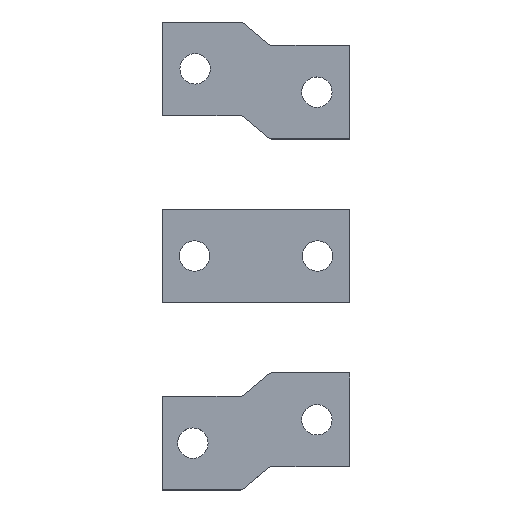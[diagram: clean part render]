
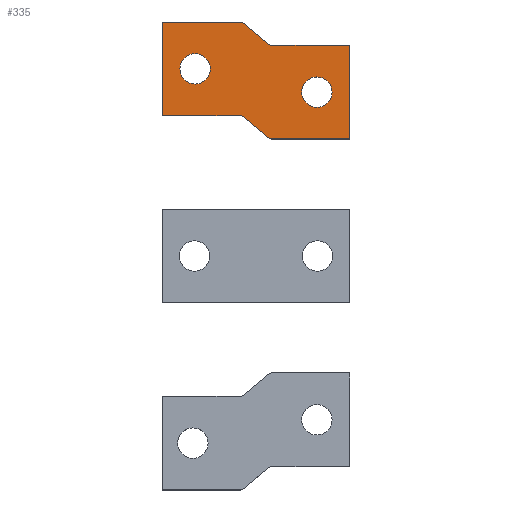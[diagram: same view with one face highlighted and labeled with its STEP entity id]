
A CAD part, top view. The second image highlights one B-rep face of the part: STEP entity #335.
In plain terms, the highlighted planar face has unit normal (0, 0, 1).
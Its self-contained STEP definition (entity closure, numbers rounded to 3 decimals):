
#335=ADVANCED_FACE('',(#531,#532,#533),#369,.F.);
#369=PLANE('',#1028);
#413=LINE('',#1355,#481);
#414=LINE('',#1360,#482);
#415=LINE('',#1362,#483);
#416=LINE('',#1364,#484);
#417=LINE('',#1368,#485);
#418=LINE('',#1372,#486);
#419=LINE('',#1374,#487);
#420=LINE('',#1376,#488);
#481=VECTOR('',#1150,1.);
#482=VECTOR('',#1153,1.);
#483=VECTOR('',#1154,1.);
#484=VECTOR('',#1155,1.);
#485=VECTOR('',#1158,1.);
#486=VECTOR('',#1161,1.);
#487=VECTOR('',#1162,1.);
#488=VECTOR('',#1163,1.);
#531=FACE_BOUND('',#573,.T.);
#532=FACE_BOUND('',#574,.T.);
#533=FACE_BOUND('',#575,.T.);
#573=EDGE_LOOP('',(#689));
#574=EDGE_LOOP('',(#690,#691,#692,#693,#694,#695,#696,#697,#698,#699,#700,
#701));
#575=EDGE_LOOP('',(#702));
#689=ORIENTED_EDGE('',*,*,#909,.F.);
#690=ORIENTED_EDGE('',*,*,#910,.T.);
#691=ORIENTED_EDGE('',*,*,#911,.T.);
#692=ORIENTED_EDGE('',*,*,#912,.T.);
#693=ORIENTED_EDGE('',*,*,#913,.T.);
#694=ORIENTED_EDGE('',*,*,#914,.T.);
#695=ORIENTED_EDGE('',*,*,#915,.T.);
#696=ORIENTED_EDGE('',*,*,#916,.T.);
#697=ORIENTED_EDGE('',*,*,#917,.T.);
#698=ORIENTED_EDGE('',*,*,#918,.T.);
#699=ORIENTED_EDGE('',*,*,#919,.T.);
#700=ORIENTED_EDGE('',*,*,#920,.T.);
#701=ORIENTED_EDGE('',*,*,#921,.T.);
#702=ORIENTED_EDGE('',*,*,#922,.F.);
#829=VERTEX_POINT('',#1354);
#830=VERTEX_POINT('',#1356);
#831=VERTEX_POINT('',#1357);
#832=VERTEX_POINT('',#1359);
#833=VERTEX_POINT('',#1361);
#834=VERTEX_POINT('',#1363);
#835=VERTEX_POINT('',#1365);
#836=VERTEX_POINT('',#1367);
#837=VERTEX_POINT('',#1369);
#838=VERTEX_POINT('',#1371);
#839=VERTEX_POINT('',#1373);
#840=VERTEX_POINT('',#1375);
#841=VERTEX_POINT('',#1377);
#842=VERTEX_POINT('',#1380);
#909=EDGE_CURVE('',#829,#829,#977,.T.);
#910=EDGE_CURVE('',#830,#831,#413,.T.);
#911=EDGE_CURVE('',#831,#832,#978,.T.);
#912=EDGE_CURVE('',#832,#833,#414,.T.);
#913=EDGE_CURVE('',#833,#834,#415,.T.);
#914=EDGE_CURVE('',#834,#835,#416,.T.);
#915=EDGE_CURVE('',#835,#836,#979,.T.);
#916=EDGE_CURVE('',#836,#837,#417,.T.);
#917=EDGE_CURVE('',#837,#838,#980,.T.);
#918=EDGE_CURVE('',#838,#839,#418,.T.);
#919=EDGE_CURVE('',#839,#840,#419,.T.);
#920=EDGE_CURVE('',#840,#841,#420,.T.);
#921=EDGE_CURVE('',#841,#830,#981,.T.);
#922=EDGE_CURVE('',#842,#842,#982,.T.);
#977=CIRCLE('',#1022,6.5);
#978=CIRCLE('',#1023,2.);
#979=CIRCLE('',#1024,2.);
#980=CIRCLE('',#1025,2.);
#981=CIRCLE('',#1026,2.);
#982=CIRCLE('',#1027,6.5);
#1022=AXIS2_PLACEMENT_3D('',#1353,#1148,#1149);
#1023=AXIS2_PLACEMENT_3D('',#1358,#1151,#1152);
#1024=AXIS2_PLACEMENT_3D('',#1366,#1156,#1157);
#1025=AXIS2_PLACEMENT_3D('',#1370,#1159,#1160);
#1026=AXIS2_PLACEMENT_3D('',#1378,#1164,#1165);
#1027=AXIS2_PLACEMENT_3D('',#1379,#1166,#1167);
#1028=AXIS2_PLACEMENT_3D('',#1381,#1168,#1169);
#1148=DIRECTION('',(0.,0.,1.));
#1149=DIRECTION('',(-1.,0.,0.));
#1150=DIRECTION('',(0.766,-0.643,0.));
#1151=DIRECTION('',(0.,0.,1.));
#1152=DIRECTION('',(-1.,0.,0.));
#1153=DIRECTION('',(1.,0.,0.));
#1154=DIRECTION('',(0.,1.,0.));
#1155=DIRECTION('',(-1.,0.,0.));
#1156=DIRECTION('',(0.,0.,-1.));
#1157=DIRECTION('',(-1.,0.,0.));
#1158=DIRECTION('',(-0.766,0.643,0.));
#1159=DIRECTION('',(0.,0.,1.));
#1160=DIRECTION('',(-1.,0.,0.));
#1161=DIRECTION('',(-1.,0.,0.));
#1162=DIRECTION('',(0.,-1.,0.));
#1163=DIRECTION('',(1.,0.,0.));
#1164=DIRECTION('',(0.,0.,-1.));
#1165=DIRECTION('',(-1.,0.,0.));
#1166=DIRECTION('',(0.,0.,1.));
#1167=DIRECTION('',(-1.,0.,0.));
#1168=DIRECTION('',(0.,0.,-1.));
#1169=DIRECTION('',(-1.,0.,0.));
#1353=CARTESIAN_POINT('',(8.9,94.,10.));
#1354=CARTESIAN_POINT('',(2.4,94.,10.));
#1355=CARTESIAN_POINT('',(38.836,65.663,10.));
#1356=CARTESIAN_POINT('',(29.458,73.532,10.));
#1357=CARTESIAN_POINT('',(40.26,64.468,10.));
#1358=CARTESIAN_POINT('',(41.546,66.,10.));
#1359=CARTESIAN_POINT('',(41.546,64.,10.));
#1360=CARTESIAN_POINT('',(69.9,64.,10.));
#1361=CARTESIAN_POINT('',(74.9,64.,10.));
#1362=CARTESIAN_POINT('',(74.9,109.,10.));
#1363=CARTESIAN_POINT('',(74.9,104.,10.));
#1364=CARTESIAN_POINT('',(69.9,104.,10.));
#1365=CARTESIAN_POINT('',(41.628,104.,10.));
#1366=CARTESIAN_POINT('',(41.628,106.,10.));
#1367=CARTESIAN_POINT('',(40.342,104.468,10.));
#1368=CARTESIAN_POINT('',(56.789,90.667,10.));
#1369=CARTESIAN_POINT('',(29.54,113.532,10.));
#1370=CARTESIAN_POINT('',(28.254,112.,10.));
#1371=CARTESIAN_POINT('',(28.254,114.,10.));
#1372=CARTESIAN_POINT('',(69.9,114.,10.));
#1373=CARTESIAN_POINT('',(-5.1,114.,10.));
#1374=CARTESIAN_POINT('',(-5.1,109.,10.));
#1375=CARTESIAN_POINT('',(-5.1,74.,10.));
#1376=CARTESIAN_POINT('',(69.9,74.,10.));
#1377=CARTESIAN_POINT('',(28.172,74.,10.));
#1378=CARTESIAN_POINT('',(28.172,72.,10.));
#1379=CARTESIAN_POINT('',(60.9,84.,10.));
#1380=CARTESIAN_POINT('',(54.4,84.,10.));
#1381=CARTESIAN_POINT('',(69.9,109.,10.));
